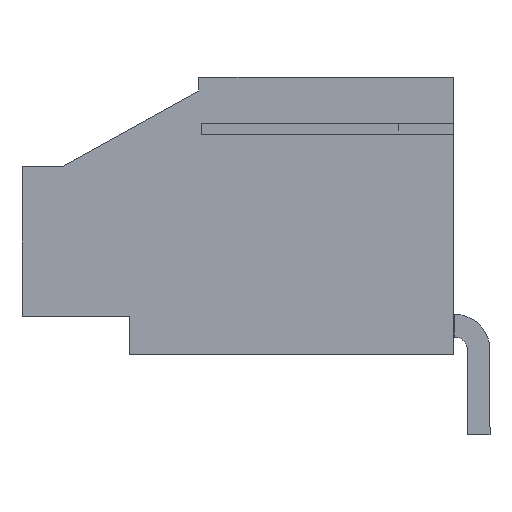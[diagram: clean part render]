
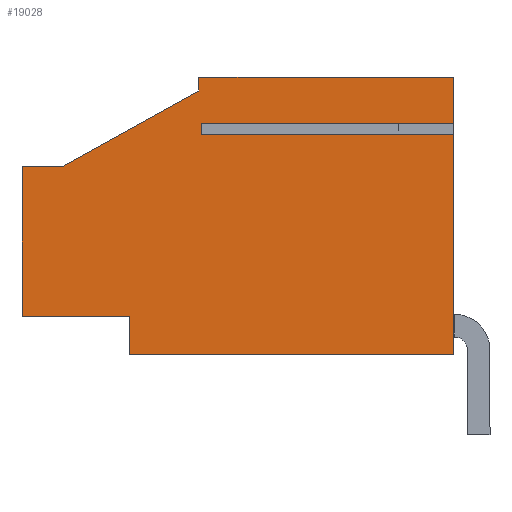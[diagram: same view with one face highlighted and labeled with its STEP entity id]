
A CAD part, left-side view. The second image highlights one B-rep face of the part: STEP entity #19028.
In plain terms, the highlighted planar face has unit normal (-1, 0, 0).
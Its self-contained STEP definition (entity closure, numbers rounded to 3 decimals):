
#18992=AXIS2_PLACEMENT_3D('Plane Axis2P3D',#18989,#18990,#18991) ;
#18574=CARTESIAN_POINT('Vertex',(-20.32,18.57,11.963)) ;
#18581=CARTESIAN_POINT('Vertex',(-20.32,18.57,6.022)) ;
#18584=CARTESIAN_POINT('Line Origine',(-20.32,18.57,8.992)) ;
#18617=CARTESIAN_POINT('Vertex',(-20.32,16.958,11.963)) ;
#18620=CARTESIAN_POINT('Line Origine',(-20.32,17.764,11.963)) ;
#18641=CARTESIAN_POINT('Vertex',(-20.32,11.55,14.961)) ;
#18644=CARTESIAN_POINT('Line Origine',(-20.32,14.254,13.462)) ;
#18668=CARTESIAN_POINT('Line Origine',(-20.32,11.55,15.239)) ;
#18672=CARTESIAN_POINT('Vertex',(-20.32,11.55,15.517)) ;
#18692=CARTESIAN_POINT('Line Origine',(-20.32,6.5,15.517)) ;
#18696=CARTESIAN_POINT('Vertex',(-20.32,1.45,15.517)) ;
#18734=CARTESIAN_POINT('Vertex',(-20.32,1.45,13.692)) ;
#18776=CARTESIAN_POINT('Vertex',(-20.32,1.45,13.242)) ;
#18779=CARTESIAN_POINT('Line Origine',(-20.32,1.45,8.879)) ;
#18783=CARTESIAN_POINT('Vertex',(-20.32,1.45,4.517)) ;
#18791=CARTESIAN_POINT('Line Origine',(-20.32,1.45,14.604)) ;
#18882=CARTESIAN_POINT('Vertex',(-20.32,14.3,4.517)) ;
#18900=CARTESIAN_POINT('Line Origine',(-20.32,7.875,4.517)) ;
#18933=CARTESIAN_POINT('Vertex',(-20.32,14.3,6.022)) ;
#18936=CARTESIAN_POINT('Line Origine',(-20.32,14.3,5.269)) ;
#18977=CARTESIAN_POINT('Line Origine',(-20.32,16.435,6.022)) ;
#18989=CARTESIAN_POINT('Axis2P3D Location',(-20.32,10.01,10.017)) ;
#18994=CARTESIAN_POINT('Line Origine',(-20.32,6.45,13.242)) ;
#18998=CARTESIAN_POINT('Vertex',(-20.32,11.45,13.242)) ;
#19001=CARTESIAN_POINT('Line Origine',(-20.32,11.45,13.467)) ;
#19005=CARTESIAN_POINT('Vertex',(-20.32,11.45,13.692)) ;
#19008=CARTESIAN_POINT('Line Origine',(-20.32,6.45,13.692)) ;
#18585=DIRECTION('Vector Direction',(0.,0.,1.)) ;
#18621=DIRECTION('Vector Direction',(0.,-1.,0.)) ;
#18645=DIRECTION('Vector Direction',(0.,-0.875,0.485)) ;
#18669=DIRECTION('Vector Direction',(0.,0.,-1.)) ;
#18693=DIRECTION('Vector Direction',(0.,1.,0.)) ;
#18780=DIRECTION('Vector Direction',(0.,0.,1.)) ;
#18792=DIRECTION('Vector Direction',(0.,0.,1.)) ;
#18901=DIRECTION('Vector Direction',(0.,1.,0.)) ;
#18937=DIRECTION('Vector Direction',(0.,0.,1.)) ;
#18978=DIRECTION('Vector Direction',(0.,-1.,0.)) ;
#18990=DIRECTION('Axis2P3D Direction',(-1.,0.,0.)) ;
#18991=DIRECTION('Axis2P3D XDirection',(0.,0.,1.)) ;
#18995=DIRECTION('Vector Direction',(0.,1.,0.)) ;
#19002=DIRECTION('Vector Direction',(0.,0.,1.)) ;
#19009=DIRECTION('Vector Direction',(0.,1.,0.)) ;
#18586=VECTOR('Line Direction',#18585,1.) ;
#18622=VECTOR('Line Direction',#18621,1.) ;
#18646=VECTOR('Line Direction',#18645,1.) ;
#18670=VECTOR('Line Direction',#18669,1.) ;
#18694=VECTOR('Line Direction',#18693,1.) ;
#18781=VECTOR('Line Direction',#18780,1.) ;
#18793=VECTOR('Line Direction',#18792,1.) ;
#18902=VECTOR('Line Direction',#18901,1.) ;
#18938=VECTOR('Line Direction',#18937,1.) ;
#18979=VECTOR('Line Direction',#18978,1.) ;
#18996=VECTOR('Line Direction',#18995,1.) ;
#19003=VECTOR('Line Direction',#19002,1.) ;
#19010=VECTOR('Line Direction',#19009,1.) ;
#19014=ORIENTED_EDGE('',*,*,#18795,.T.) ;
#19015=ORIENTED_EDGE('',*,*,#18698,.T.) ;
#19016=ORIENTED_EDGE('',*,*,#18674,.T.) ;
#19017=ORIENTED_EDGE('',*,*,#18648,.F.) ;
#19018=ORIENTED_EDGE('',*,*,#18624,.F.) ;
#19019=ORIENTED_EDGE('',*,*,#18588,.F.) ;
#19020=ORIENTED_EDGE('',*,*,#18981,.T.) ;
#19021=ORIENTED_EDGE('',*,*,#18940,.F.) ;
#19022=ORIENTED_EDGE('',*,*,#18904,.F.) ;
#19023=ORIENTED_EDGE('',*,*,#18785,.T.) ;
#19024=ORIENTED_EDGE('',*,*,#19000,.T.) ;
#19025=ORIENTED_EDGE('',*,*,#19007,.T.) ;
#19026=ORIENTED_EDGE('',*,*,#19012,.F.) ;
#19028=ADVANCED_FACE('9',(#19027),#18993,.T.) ;
#18588=EDGE_CURVE('',#18582,#18575,#18587,.T.) ;
#18624=EDGE_CURVE('',#18575,#18618,#18623,.T.) ;
#18648=EDGE_CURVE('',#18618,#18642,#18647,.T.) ;
#18674=EDGE_CURVE('',#18673,#18642,#18671,.T.) ;
#18698=EDGE_CURVE('',#18697,#18673,#18695,.T.) ;
#18785=EDGE_CURVE('',#18784,#18777,#18782,.T.) ;
#18795=EDGE_CURVE('',#18735,#18697,#18794,.T.) ;
#18904=EDGE_CURVE('',#18784,#18883,#18903,.T.) ;
#18940=EDGE_CURVE('',#18883,#18934,#18939,.T.) ;
#18981=EDGE_CURVE('',#18582,#18934,#18980,.T.) ;
#19000=EDGE_CURVE('',#18777,#18999,#18997,.T.) ;
#19007=EDGE_CURVE('',#18999,#19006,#19004,.T.) ;
#19012=EDGE_CURVE('',#18735,#19006,#19011,.T.) ;
#19013=EDGE_LOOP('',(#19014,#19015,#19016,#19017,#19018,#19019,#19020,#19021,#19022,#19023,#19024,#19025,#19026)) ;
#19027=FACE_OUTER_BOUND('',#19013,.T.) ;
#18587=LINE('Line',#18584,#18586) ;
#18623=LINE('Line',#18620,#18622) ;
#18647=LINE('Line',#18644,#18646) ;
#18671=LINE('Line',#18668,#18670) ;
#18695=LINE('Line',#18692,#18694) ;
#18782=LINE('Line',#18779,#18781) ;
#18794=LINE('Line',#18791,#18793) ;
#18903=LINE('Line',#18900,#18902) ;
#18939=LINE('Line',#18936,#18938) ;
#18980=LINE('Line',#18977,#18979) ;
#18997=LINE('Line',#18994,#18996) ;
#19004=LINE('Line',#19001,#19003) ;
#19011=LINE('Line',#19008,#19010) ;
#18993=PLANE('',#18992) ;
#18575=VERTEX_POINT('',#18574) ;
#18582=VERTEX_POINT('',#18581) ;
#18618=VERTEX_POINT('',#18617) ;
#18642=VERTEX_POINT('',#18641) ;
#18673=VERTEX_POINT('',#18672) ;
#18697=VERTEX_POINT('',#18696) ;
#18735=VERTEX_POINT('',#18734) ;
#18777=VERTEX_POINT('',#18776) ;
#18784=VERTEX_POINT('',#18783) ;
#18883=VERTEX_POINT('',#18882) ;
#18934=VERTEX_POINT('',#18933) ;
#18999=VERTEX_POINT('',#18998) ;
#19006=VERTEX_POINT('',#19005) ;
